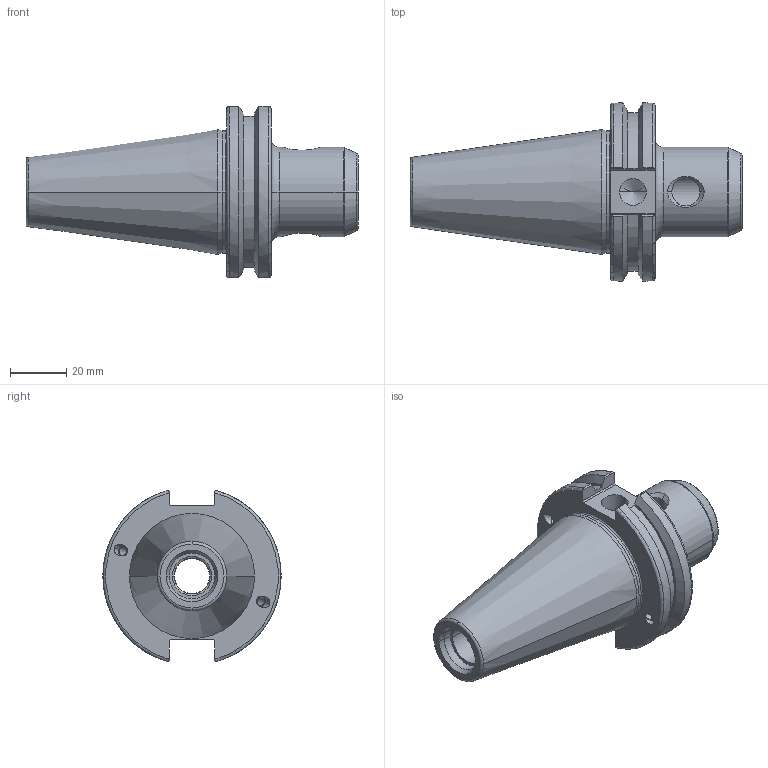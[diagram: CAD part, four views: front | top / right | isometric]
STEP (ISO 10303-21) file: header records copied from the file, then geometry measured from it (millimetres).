
FILE_DESCRIPTION((''),'2;1');
FILE_NAME('CAT40ADB-EMH12_7C-50-PB15','2020-12-01T15:48:21',('user'),(''),'CREO PARAMETRIC BY PTC INC, 2018400','CREO PARAMETRIC BY PTC INC, 2018400','');
FILE_SCHEMA(('CONFIG_CONTROL_DESIGN'));
Length unit declared in the file: millimetre
Products named in the file (1): CAT40ADB-EMH12_7C-50-PB15
Bounding box: 118.25 x 63.5 x 61.09 mm (x, y, z)
Volume: 117552.4 mm3; surface area: 26203.3 mm2
Topology: 1 solids, 1 shells, 124 faces, 331 edges, 209 vertices
Faces by surface type: cylinder 48, plane 32, cone 24, torus 18, sphere 2
Entity records: 4424 total; most frequent: CARTESIAN_POINT 1344, ORIENTED_EDGE 646, DIRECTION 620, EDGE_CURVE 323, AXIS2_PLACEMENT_3D 251, VERTEX_POINT 209, EDGE_LOOP 148, CIRCLE 127
